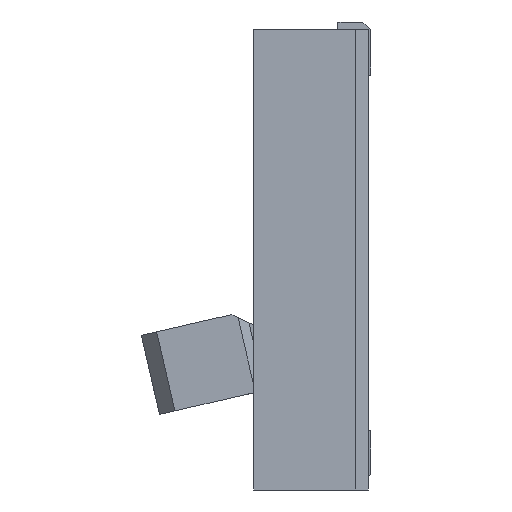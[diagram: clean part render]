
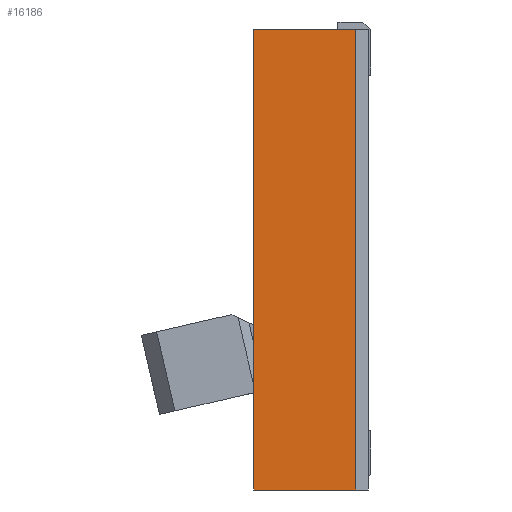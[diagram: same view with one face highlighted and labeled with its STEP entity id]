
A CAD part, left-side view. The second image highlights one B-rep face of the part: STEP entity #16186.
In plain terms, the highlighted planar face has unit normal (-1, 0, 0).
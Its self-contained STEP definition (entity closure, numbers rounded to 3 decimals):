
#59=DIRECTION('',(0.,-1.,0.));
#60=VECTOR('',#59,0.655);
#61=CARTESIAN_POINT('',(-3.,0.735,-1.475));
#62=LINE('',#61,#60);
#1022=DIRECTION('',(0.,-1.,0.));
#1023=VECTOR('',#1022,0.655);
#1024=CARTESIAN_POINT('',(-3.,0.735,1.475));
#1025=LINE('',#1024,#1023);
#4752=DIRECTION('',(0.,0.,1.));
#4753=VECTOR('',#4752,2.95);
#4754=CARTESIAN_POINT('',(-3.,0.735,-1.475));
#4755=LINE('',#4754,#4753);
#4756=DIRECTION('',(0.,0.,1.));
#4757=VECTOR('',#4756,2.95);
#4758=CARTESIAN_POINT('',(-3.,0.08,-1.475));
#4759=LINE('',#4758,#4757);
#8617=CARTESIAN_POINT('',(-3.,0.735,-1.475));
#8618=CARTESIAN_POINT('',(-3.,0.08,-1.475));
#8619=VERTEX_POINT('',#8617);
#8620=VERTEX_POINT('',#8618);
#8633=CARTESIAN_POINT('',(-3.,0.735,1.475));
#8634=CARTESIAN_POINT('',(-3.,0.08,1.475));
#8635=VERTEX_POINT('',#8633);
#8636=VERTEX_POINT('',#8634);
#16174=CARTESIAN_POINT('',(-3.,0.735,-1.475));
#16175=DIRECTION('',(-1.,0.,0.));
#16176=DIRECTION('',(0.,-1.,0.));
#16177=AXIS2_PLACEMENT_3D('',#16174,#16175,#16176);
#16178=PLANE('',#16177);
#16179=ORIENTED_EDGE('',*,*,#11421,.F.);
#16180=ORIENTED_EDGE('',*,*,#15973,.T.);
#16181=ORIENTED_EDGE('',*,*,#12276,.T.);
#16183=ORIENTED_EDGE('',*,*,#16182,.F.);
#16184=EDGE_LOOP('',(#16179,#16180,#16181,#16183));
#16185=FACE_OUTER_BOUND('',#16184,.F.);
#16186=ADVANCED_FACE('',(#16185),#16178,.T.);
#11421=EDGE_CURVE('',#8619,#8620,#62,.T.);
#12276=EDGE_CURVE('',#8635,#8636,#1025,.T.);
#15973=EDGE_CURVE('',#8619,#8635,#4755,.T.);
#16182=EDGE_CURVE('',#8620,#8636,#4759,.T.);
